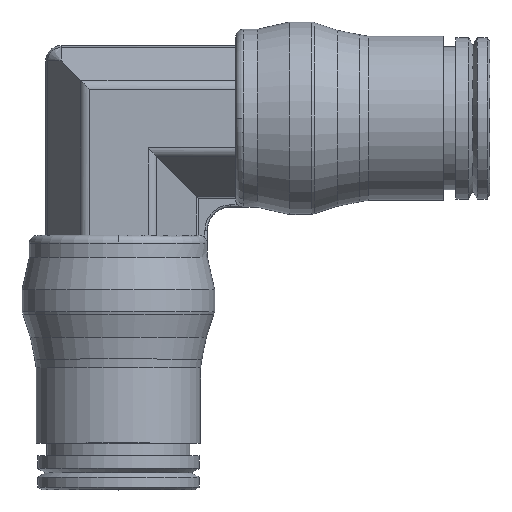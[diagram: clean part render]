
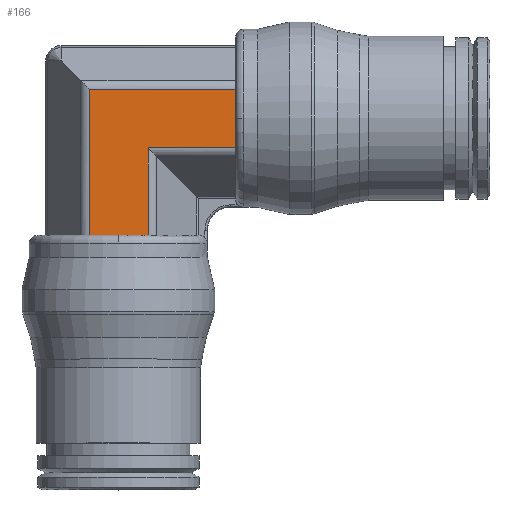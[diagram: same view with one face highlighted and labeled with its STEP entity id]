
A CAD part, top view. The second image highlights one B-rep face of the part: STEP entity #166.
In plain terms, the highlighted planar face has unit normal (0, 0, 1).
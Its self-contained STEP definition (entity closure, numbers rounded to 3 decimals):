
#166=ADVANCED_FACE('',(#418),#419,.T.);
#418=FACE_OUTER_BOUND('',#672,.T.);
#419=PLANE('',#673);
#672=EDGE_LOOP('',(#1586,#1587,#1588,#1589,#1590,#1591));
#673=AXIS2_PLACEMENT_3D('',#1592,#1593,#1594);
#1586=ORIENTED_EDGE('',*,*,#1796,.T.);
#1587=ORIENTED_EDGE('',*,*,#1820,.T.);
#1588=ORIENTED_EDGE('',*,*,#1814,.F.);
#1589=ORIENTED_EDGE('',*,*,#1888,.F.);
#1590=ORIENTED_EDGE('',*,*,#1876,.T.);
#1591=ORIENTED_EDGE('',*,*,#1856,.T.);
#1592=CARTESIAN_POINT('',(-15.432,-0.029,4.5));
#1593=DIRECTION('',(0.,-0.0,1.0));
#1594=DIRECTION('',(0.0,1.0,0.0));
#1796=EDGE_CURVE('',#2212,#2213,#2214,.T.);
#1814=EDGE_CURVE('',#2242,#2245,#2246,.T.);
#1820=EDGE_CURVE('',#2213,#2245,#2253,.T.);
#1856=EDGE_CURVE('',#2296,#2212,#2297,.T.);
#1876=EDGE_CURVE('',#2320,#2296,#2321,.T.);
#1888=EDGE_CURVE('',#2320,#2242,#2335,.T.);
#2212=VERTEX_POINT('',#2997);
#2213=VERTEX_POINT('',#2998);
#2214=LINE('',#2999,#3000);
#2242=VERTEX_POINT('',#3039);
#2245=VERTEX_POINT('',#3042);
#2246=LINE('',#3043,#3044);
#2253=LINE('',#3055,#3056);
#2296=VERTEX_POINT('',#3125);
#2297=LINE('',#3126,#3127);
#2320=VERTEX_POINT('',#3155);
#2321=LINE('',#3156,#3157);
#2335=LINE('',#3174,#3175);
#2997=CARTESIAN_POINT('',(-25.87,1.865,4.5));
#2998=CARTESIAN_POINT('',(-25.87,-7.573,4.5));
#2999=CARTESIAN_POINT('',(-25.87,2.336,4.5));
#3000=VECTOR('',#3496,1.0);
#3039=CARTESIAN_POINT('',(-22.083,-1.922,4.5));
#3042=CARTESIAN_POINT('',(-22.083,-7.573,4.5));
#3043=CARTESIAN_POINT('',(-22.083,3.7,4.5));
#3044=VECTOR('',#3526,1.0);
#3055=CARTESIAN_POINT('',(-22.678,-7.573,4.5));
#3056=VECTOR('',#3534,1.0);
#3125=CARTESIAN_POINT('',(-16.432,1.865,4.5));
#3126=CARTESIAN_POINT('',(-15.432,1.865,4.5));
#3127=VECTOR('',#3619,1.0);
#3155=CARTESIAN_POINT('',(-16.432,-1.922,4.5));
#3156=CARTESIAN_POINT('',(-16.432,1.298,4.5));
#3157=VECTOR('',#3667,1.0);
#3174=CARTESIAN_POINT('',(-15.432,-1.922,4.5));
#3175=VECTOR('',#3695,1.0);
#3496=DIRECTION('',(0.,-1.0,0.));
#3526=DIRECTION('',(0.,-1.0,0.));
#3534=DIRECTION('',(1.0,0.,0.));
#3619=DIRECTION('',(-1.0,0.0,0.));
#3667=DIRECTION('',(0.0,1.0,-0.0));
#3695=DIRECTION('',(-1.0,0.0,0.));
